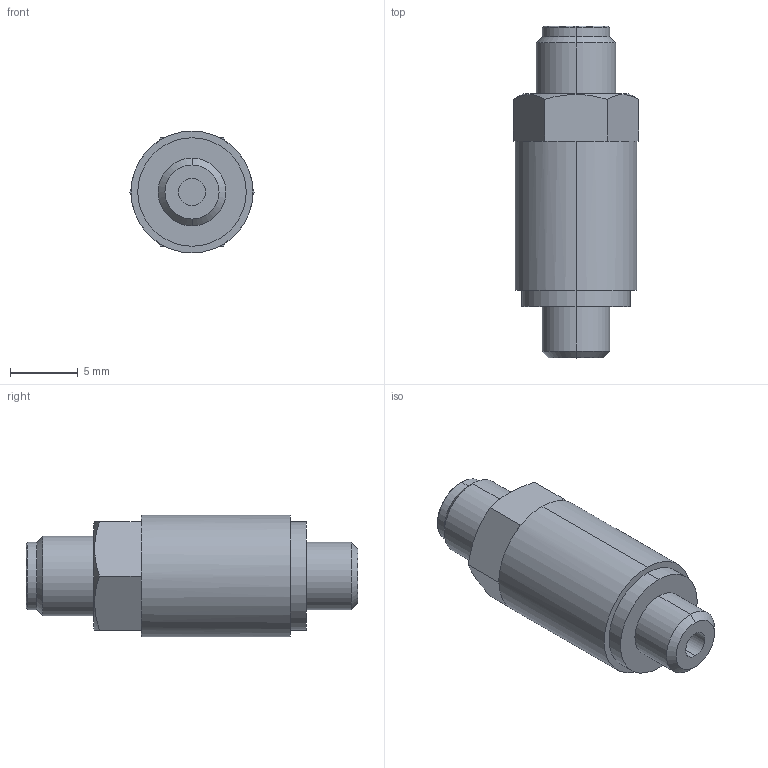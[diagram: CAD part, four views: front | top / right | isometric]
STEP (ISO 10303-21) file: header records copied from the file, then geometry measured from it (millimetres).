
FILE_DESCRIPTION (( 'STEP AP203' ), '1' );
FILE_NAME ('04040B00.STEP', '2010-07-22T14:54:22', ( '' ), ( 'sopra-pneumatic' ), 'SwSTEP 2.0', 'SolidWorks 2009', '' );
FILE_SCHEMA (( 'CONFIG_CONTROL_DESIGN' ));
Length unit declared in the file: millimetre
Products named in the file (1): 04040B00
Bounding box: 9.24 x 24.5 x 9 mm (x, y, z)
Volume: 1118.7 mm3; surface area: 795.4 mm2
Topology: 1 solids, 1 shells, 61 faces, 134 edges, 82 vertices
Faces by surface type: plane 31, cylinder 18, cone 12
Entity records: 1787 total; most frequent: CARTESIAN_POINT 338, DIRECTION 308, ORIENTED_EDGE 268, EDGE_CURVE 134, AXIS2_PLACEMENT_3D 124, VERTEX_POINT 82, EDGE_LOOP 68, CIRCLE 62
